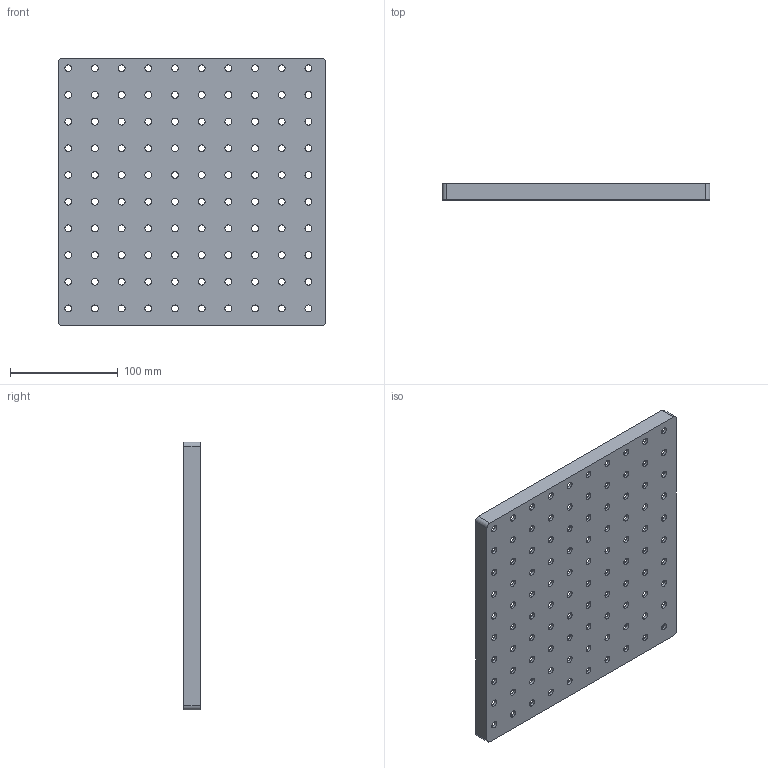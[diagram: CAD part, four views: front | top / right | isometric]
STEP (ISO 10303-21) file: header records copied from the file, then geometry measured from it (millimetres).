
FILE_DESCRIPTION (( 'STEP AP214' ), '1' );
FILE_NAME ('pegboard.STEP', '2025-05-02T03:52:25', ( '' ), ( '' ), 'SwSTEP 2.0', 'SolidWorks 2024', '' );
FILE_SCHEMA (( 'AUTOMOTIVE_DESIGN' ));
Length unit declared in the file: millimetre
Products named in the file (1): pegboard
Bounding box: 249 x 15 x 249 mm (x, y, z)
Volume: 162410.1 mm3; surface area: 149643.2 mm2
Topology: 1 solids, 1 shells, 219 faces, 648 edges, 432 vertices
Faces by surface type: cylinder 208, plane 11
Entity records: 8001 total; most frequent: DIRECTION 1504, CARTESIAN_POINT 1300, ORIENTED_EDGE 1296, EDGE_CURVE 648, AXIS2_PLACEMENT_3D 636, VERTEX_POINT 432, EDGE_LOOP 420, CIRCLE 416
